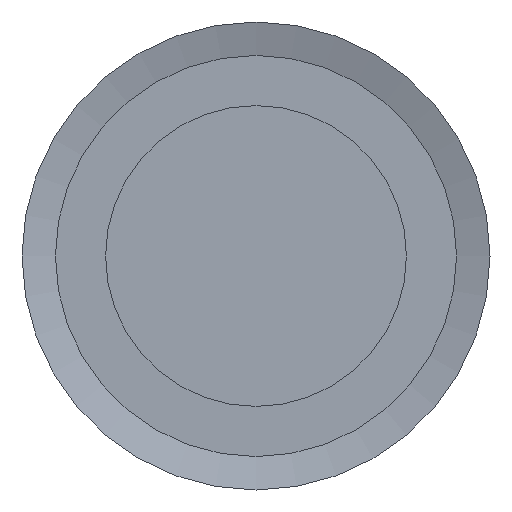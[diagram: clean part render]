
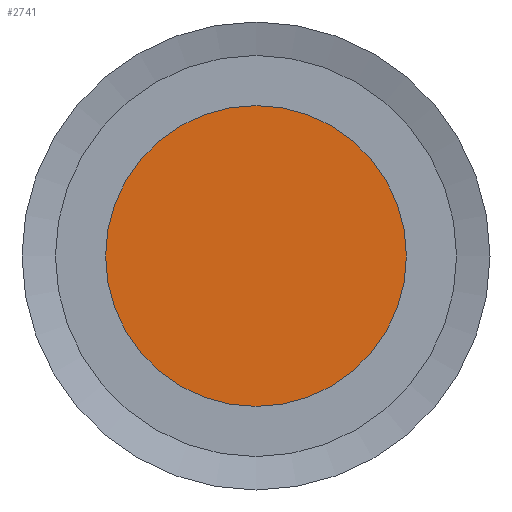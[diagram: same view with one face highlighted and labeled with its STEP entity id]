
A CAD part, left-side view. The second image highlights one B-rep face of the part: STEP entity #2741.
In plain terms, the highlighted planar face has unit normal (-1, 0, 0).
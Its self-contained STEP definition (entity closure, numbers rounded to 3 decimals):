
#868=VERTEX_POINT('',#4741);
#1060=CIRCLE('',#3077,9.);
#1464=EDGE_CURVE('',#868,#868,#1060,.T.);
#2129=ORIENTED_EDGE('',*,*,#1464,.F.);
#2445=EDGE_LOOP('',(#2129));
#2595=FACE_BOUND('',#2445,.T.);
#2741=ADVANCED_FACE('',(#2595),#4799,.F.);
#3076=AXIS2_PLACEMENT_3D('',#4739,#3902,$);
#3077=AXIS2_PLACEMENT_3D('',#4740,#3903,#3904);
#3902=DIRECTION('',(1.,0.,0.));
#3903=DIRECTION('',(1.,0.,0.));
#3904=DIRECTION('',(0.,0.,-9.));
#4739=CARTESIAN_POINT('',(0.,0.,0.));
#4740=CARTESIAN_POINT('',(0.,0.,0.));
#4741=CARTESIAN_POINT('',(0.,0.,-9.));
#4799=PLANE('',#3076);
